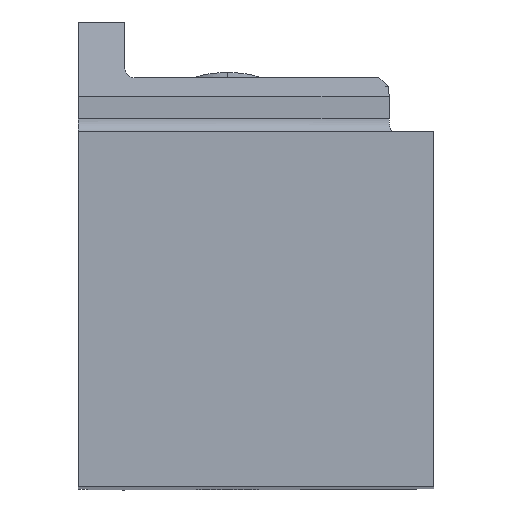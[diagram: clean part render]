
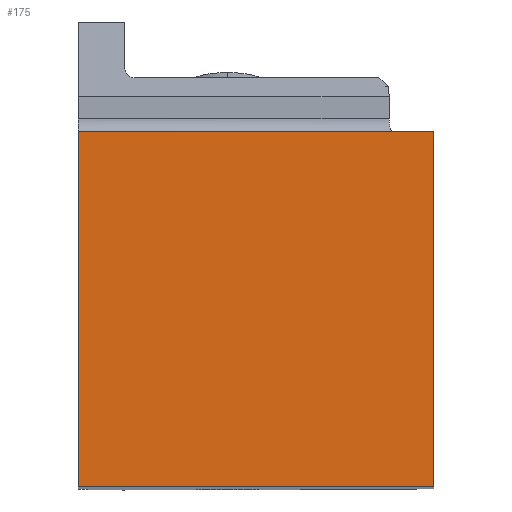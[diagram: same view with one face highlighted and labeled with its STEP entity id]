
A CAD part, top view. The second image highlights one B-rep face of the part: STEP entity #175.
In plain terms, the highlighted planar face has unit normal (0, 0, 1).
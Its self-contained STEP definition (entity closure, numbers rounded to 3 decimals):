
#175=ADVANCED_FACE('',(#360),#287,.T.);
#287=PLANE('',#2811);
#360=FACE_OUTER_BOUND('',#487,.T.);
#487=EDGE_LOOP('',(#785,#786,#787,#788));
#785=ORIENTED_EDGE('',*,*,#1702,.T.);
#786=ORIENTED_EDGE('',*,*,#1701,.F.);
#787=ORIENTED_EDGE('',*,*,#1703,.F.);
#788=ORIENTED_EDGE('',*,*,#1704,.F.);
#1411=VERTEX_POINT('',#4380);
#1414=VERTEX_POINT('',#4385);
#1415=VERTEX_POINT('',#4389);
#1416=VERTEX_POINT('',#4391);
#1701=EDGE_CURVE('',#1414,#1411,#2320,.T.);
#1702=EDGE_CURVE('',#1415,#1411,#2321,.T.);
#1703=EDGE_CURVE('',#1416,#1414,#2322,.T.);
#1704=EDGE_CURVE('',#1415,#1416,#2323,.T.);
#2320=LINE('',#4386,#2529);
#2321=LINE('',#4388,#2530);
#2322=LINE('',#4390,#2531);
#2323=LINE('',#4392,#2532);
#2529=VECTOR('',#3178,1.);
#2530=VECTOR('',#3181,1.);
#2531=VECTOR('',#3182,1.);
#2532=VECTOR('',#3183,1.);
#2811=AXIS2_PLACEMENT_3D('',#4393,#3184,#3185);
#3178=DIRECTION('',(0.,-1.,0.));
#3181=DIRECTION('',(1.,0.,0.));
#3182=DIRECTION('',(1.,0.,0.));
#3183=DIRECTION('',(0.,1.,0.));
#3184=DIRECTION('',(0.,0.,1.));
#3185=DIRECTION('',(-1.,0.,0.));
#4380=CARTESIAN_POINT('',(0.,0.,0.));
#4385=CARTESIAN_POINT('',(0.,19.05,0.));
#4386=CARTESIAN_POINT('',(0.,19.05,0.));
#4388=CARTESIAN_POINT('',(-19.05,0.,0.));
#4389=CARTESIAN_POINT('',(-19.05,0.,0.));
#4390=CARTESIAN_POINT('',(-19.05,19.05,0.));
#4391=CARTESIAN_POINT('',(-19.05,19.05,0.));
#4392=CARTESIAN_POINT('',(-19.05,0.,0.));
#4393=CARTESIAN_POINT('',(-9.525,9.525,0.));
